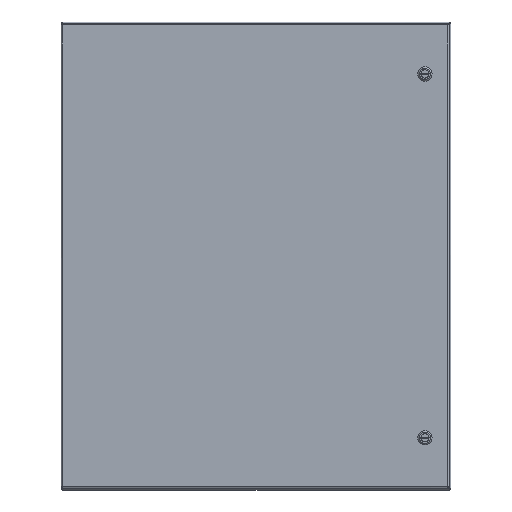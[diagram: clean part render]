
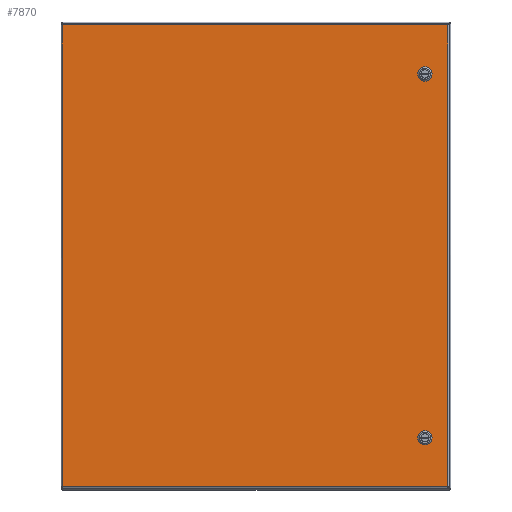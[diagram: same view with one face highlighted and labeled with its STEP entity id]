
A CAD part, top view. The second image highlights one B-rep face of the part: STEP entity #7870.
In plain terms, the highlighted face is planar.
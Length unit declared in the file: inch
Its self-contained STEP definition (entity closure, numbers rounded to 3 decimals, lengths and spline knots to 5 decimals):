
#5795=CARTESIAN_POINT('',(2.08762,4.275,0.0));
#5796=VERTEX_POINT('',#5795);
#5803=CARTESIAN_POINT('',(2.275,4.08762,0.0));
#5804=VERTEX_POINT('',#5803);
#5805=CARTESIAN_POINT('',(1.875,3.875,0.0));
#5806=DIRECTION('',(0.0,0.0,1.0));
#5807=DIRECTION('',(-0.469,-0.883,0.0));
#5808=AXIS2_PLACEMENT_3D('',#5805,#5806,#5807);
#5809=CIRCLE('',#5808,0.453);
#5810=EDGE_CURVE('',#5804,#5796,#5809,.T.);
#5835=CARTESIAN_POINT('',(2.275,3.66238,0.0));
#5836=VERTEX_POINT('',#5835);
#5837=CARTESIAN_POINT('',(2.275,3.66238,0.0));
#5838=DIRECTION('',(0.0,1.0,0.0));
#5839=VECTOR('',#5838,0.42525);
#5840=LINE('',#5837,#5839);
#5841=EDGE_CURVE('',#5836,#5804,#5840,.T.);
#5867=CARTESIAN_POINT('',(2.08762,3.475,0.0));
#5868=VERTEX_POINT('',#5867);
#5869=CARTESIAN_POINT('',(1.875,3.875,0.0));
#5870=DIRECTION('',(0.0,0.0,1.0));
#5871=DIRECTION('',(-0.883,0.469,0.0));
#5872=AXIS2_PLACEMENT_3D('',#5869,#5870,#5871);
#5873=CIRCLE('',#5872,0.453);
#5874=EDGE_CURVE('',#5868,#5836,#5873,.T.);
#5899=CARTESIAN_POINT('',(1.66238,3.475,0.0));
#5900=VERTEX_POINT('',#5899);
#5901=CARTESIAN_POINT('',(1.66238,3.475,0.0));
#5902=DIRECTION('',(1.0,0.0,0.0));
#5903=VECTOR('',#5902,0.42525);
#5904=LINE('',#5901,#5903);
#5905=EDGE_CURVE('',#5900,#5868,#5904,.T.);
#5931=CARTESIAN_POINT('',(1.475,3.66238,0.0));
#5932=VERTEX_POINT('',#5931);
#5933=CARTESIAN_POINT('',(1.875,3.875,0.0));
#5934=DIRECTION('',(0.0,0.0,1.0));
#5935=DIRECTION('',(0.469,0.883,0.0));
#5936=AXIS2_PLACEMENT_3D('',#5933,#5934,#5935);
#5937=CIRCLE('',#5936,0.453);
#5938=EDGE_CURVE('',#5932,#5900,#5937,.T.);
#5963=CARTESIAN_POINT('',(1.475,4.08762,0.0));
#5964=VERTEX_POINT('',#5963);
#5965=CARTESIAN_POINT('',(1.475,4.08762,0.0));
#5966=DIRECTION('',(0.0,-1.0,0.0));
#5967=VECTOR('',#5966,0.42525);
#5968=LINE('',#5965,#5967);
#5969=EDGE_CURVE('',#5964,#5932,#5968,.T.);
#5995=CARTESIAN_POINT('',(1.66238,4.275,0.0));
#5996=VERTEX_POINT('',#5995);
#5997=CARTESIAN_POINT('',(1.875,3.875,0.0));
#5998=DIRECTION('',(0.0,0.0,1.0));
#5999=DIRECTION('',(0.883,-0.469,0.0));
#6000=AXIS2_PLACEMENT_3D('',#5997,#5998,#5999);
#6001=CIRCLE('',#6000,0.453);
#6002=EDGE_CURVE('',#5996,#5964,#6001,.T.);
#6025=CARTESIAN_POINT('',(2.08762,4.275,0.0));
#6026=DIRECTION('',(-1.0,0.0,0.0));
#6027=VECTOR('',#6026,0.42525);
#6028=LINE('',#6025,#6027);
#6029=EDGE_CURVE('',#5796,#5996,#6028,.T.);
#6051=CARTESIAN_POINT('',(2.08762,32.275,0.0));
#6052=VERTEX_POINT('',#6051);
#6059=CARTESIAN_POINT('',(2.275,32.08762,0.0));
#6060=VERTEX_POINT('',#6059);
#6061=CARTESIAN_POINT('',(1.875,31.875,0.0));
#6062=DIRECTION('',(0.0,0.0,1.0));
#6063=DIRECTION('',(-0.469,-0.883,0.0));
#6064=AXIS2_PLACEMENT_3D('',#6061,#6062,#6063);
#6065=CIRCLE('',#6064,0.453);
#6066=EDGE_CURVE('',#6060,#6052,#6065,.T.);
#6091=CARTESIAN_POINT('',(2.275,31.66238,0.0));
#6092=VERTEX_POINT('',#6091);
#6093=CARTESIAN_POINT('',(2.275,31.66238,0.0));
#6094=DIRECTION('',(0.0,1.0,0.0));
#6095=VECTOR('',#6094,0.42525);
#6096=LINE('',#6093,#6095);
#6097=EDGE_CURVE('',#6092,#6060,#6096,.T.);
#6123=CARTESIAN_POINT('',(2.08762,31.475,0.0));
#6124=VERTEX_POINT('',#6123);
#6125=CARTESIAN_POINT('',(1.875,31.875,0.0));
#6126=DIRECTION('',(0.0,0.0,1.0));
#6127=DIRECTION('',(-0.883,0.469,0.0));
#6128=AXIS2_PLACEMENT_3D('',#6125,#6126,#6127);
#6129=CIRCLE('',#6128,0.453);
#6130=EDGE_CURVE('',#6124,#6092,#6129,.T.);
#6155=CARTESIAN_POINT('',(1.66238,31.475,0.0));
#6156=VERTEX_POINT('',#6155);
#6157=CARTESIAN_POINT('',(1.66238,31.475,0.0));
#6158=DIRECTION('',(1.0,0.0,0.0));
#6159=VECTOR('',#6158,0.42525);
#6160=LINE('',#6157,#6159);
#6161=EDGE_CURVE('',#6156,#6124,#6160,.T.);
#6187=CARTESIAN_POINT('',(1.475,31.66238,0.0));
#6188=VERTEX_POINT('',#6187);
#6189=CARTESIAN_POINT('',(1.875,31.875,0.0));
#6190=DIRECTION('',(0.0,0.0,1.0));
#6191=DIRECTION('',(0.469,0.883,0.0));
#6192=AXIS2_PLACEMENT_3D('',#6189,#6190,#6191);
#6193=CIRCLE('',#6192,0.453);
#6194=EDGE_CURVE('',#6188,#6156,#6193,.T.);
#6219=CARTESIAN_POINT('',(1.475,32.08762,0.0));
#6220=VERTEX_POINT('',#6219);
#6221=CARTESIAN_POINT('',(1.475,32.08762,0.0));
#6222=DIRECTION('',(0.0,-1.0,0.0));
#6223=VECTOR('',#6222,0.42525);
#6224=LINE('',#6221,#6223);
#6225=EDGE_CURVE('',#6220,#6188,#6224,.T.);
#6251=CARTESIAN_POINT('',(1.66238,32.275,0.0));
#6252=VERTEX_POINT('',#6251);
#6253=CARTESIAN_POINT('',(1.875,31.875,0.0));
#6254=DIRECTION('',(0.0,0.0,1.0));
#6255=DIRECTION('',(0.883,-0.469,0.0));
#6256=AXIS2_PLACEMENT_3D('',#6253,#6254,#6255);
#6257=CIRCLE('',#6256,0.453);
#6258=EDGE_CURVE('',#6252,#6220,#6257,.T.);
#6281=CARTESIAN_POINT('',(2.08762,32.275,0.0));
#6282=DIRECTION('',(-1.0,0.0,0.0));
#6283=VECTOR('',#6282,0.42525);
#6284=LINE('',#6281,#6283);
#6285=EDGE_CURVE('',#6052,#6252,#6284,.T.);
#6868=CARTESIAN_POINT('',(29.76975,0.10525,0.));
#6869=VERTEX_POINT('',#6868);
#6880=CARTESIAN_POINT('',(29.76975,35.64475,0.));
#6881=VERTEX_POINT('',#6880);
#6882=CARTESIAN_POINT('',(29.76975,35.64475,0.0));
#6883=DIRECTION('',(0.0,-1.0,0.0));
#6884=VECTOR('',#6883,35.5395);
#6885=LINE('',#6882,#6884);
#6886=EDGE_CURVE('',#6881,#6869,#6885,.T.);
#7038=CARTESIAN_POINT('',(0.10525,0.10525,0.));
#7039=VERTEX_POINT('',#7038);
#7050=CARTESIAN_POINT('',(29.76975,0.10525,0.0));
#7051=DIRECTION('',(-1.0,0.0,0.0));
#7052=VECTOR('',#7051,29.6645);
#7053=LINE('',#7050,#7052);
#7054=EDGE_CURVE('',#6869,#7039,#7053,.T.);
#7315=CARTESIAN_POINT('',(0.10525,35.64475,0.));
#7316=VERTEX_POINT('',#7315);
#7327=CARTESIAN_POINT('',(0.10525,0.10525,0.0));
#7328=DIRECTION('',(0.0,1.0,0.0));
#7329=VECTOR('',#7328,35.5395);
#7330=LINE('',#7327,#7329);
#7331=EDGE_CURVE('',#7039,#7316,#7330,.T.);
#7596=CARTESIAN_POINT('',(0.10525,35.64475,0.0));
#7597=DIRECTION('',(1.0,0.0,0.0));
#7598=VECTOR('',#7597,29.6645);
#7599=LINE('',#7596,#7598);
#7600=EDGE_CURVE('',#7316,#6881,#7599,.T.);
#7839=CARTESIAN_POINT('',(14.9375,17.875,0.0));
#7840=DIRECTION('',(0.0,0.0,1.0));
#7841=DIRECTION('',(1.0,0.0,0.0));
#7842=AXIS2_PLACEMENT_3D('',#7839,#7840,#7841);
#7843=PLANE('',#7842);
#7844=ORIENTED_EDGE('',*,*,#6886,.T.);
#7845=ORIENTED_EDGE('',*,*,#7054,.T.);
#7846=ORIENTED_EDGE('',*,*,#7331,.T.);
#7847=ORIENTED_EDGE('',*,*,#7600,.T.);
#7848=EDGE_LOOP('',(#7844,#7845,#7846,#7847));
#7849=FACE_OUTER_BOUND('',#7848,.T.);
#7850=ORIENTED_EDGE('',*,*,#5810,.T.);
#7851=ORIENTED_EDGE('',*,*,#6029,.T.);
#7852=ORIENTED_EDGE('',*,*,#6002,.T.);
#7853=ORIENTED_EDGE('',*,*,#5969,.T.);
#7854=ORIENTED_EDGE('',*,*,#5938,.T.);
#7855=ORIENTED_EDGE('',*,*,#5905,.T.);
#7856=ORIENTED_EDGE('',*,*,#5874,.T.);
#7857=ORIENTED_EDGE('',*,*,#5841,.T.);
#7858=EDGE_LOOP('',(#7850,#7851,#7852,#7853,#7854,#7855,#7856,#7857));
#7859=FACE_BOUND('',#7858,.T.);
#7860=ORIENTED_EDGE('',*,*,#6066,.T.);
#7861=ORIENTED_EDGE('',*,*,#6285,.T.);
#7862=ORIENTED_EDGE('',*,*,#6258,.T.);
#7863=ORIENTED_EDGE('',*,*,#6225,.T.);
#7864=ORIENTED_EDGE('',*,*,#6194,.T.);
#7865=ORIENTED_EDGE('',*,*,#6161,.T.);
#7866=ORIENTED_EDGE('',*,*,#6130,.T.);
#7867=ORIENTED_EDGE('',*,*,#6097,.T.);
#7868=EDGE_LOOP('',(#7860,#7861,#7862,#7863,#7864,#7865,#7866,#7867));
#7869=FACE_BOUND('',#7868,.T.);
#7870=ADVANCED_FACE('',(#7849,#7859,#7869),#7843,.F.);
